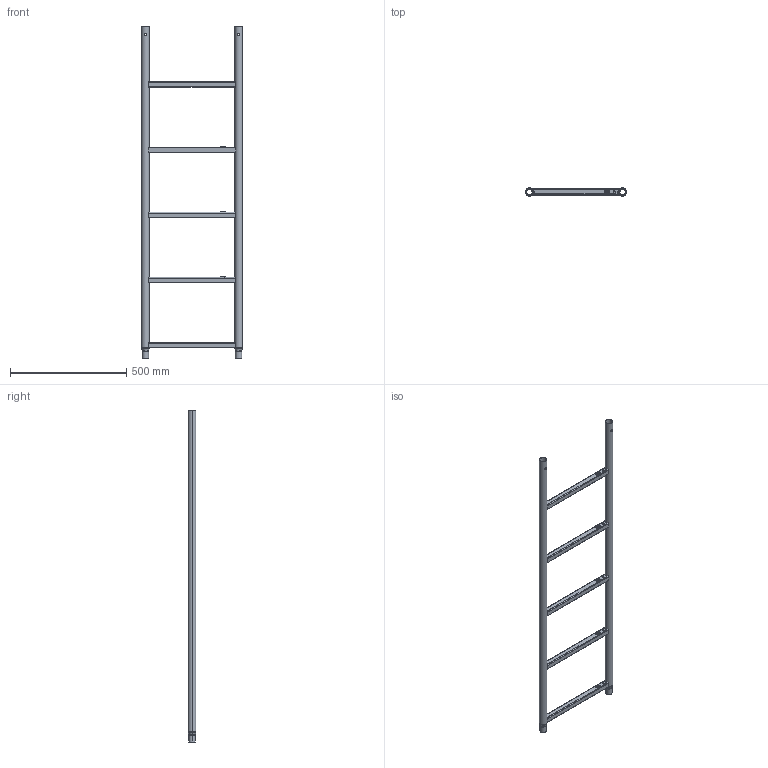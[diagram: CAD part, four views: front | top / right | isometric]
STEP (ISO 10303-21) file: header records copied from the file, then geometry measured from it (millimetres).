
FILE_DESCRIPTION (( 'STEP AP203' ), '1' );
FILE_NAME ('9284000005.STEP', '2024-04-25T12:37:24', ( '' ), ( '' ), 'SwSTEP 2.0', 'SolidWorks 2022', '' );
FILE_SCHEMA (( 'CONFIG_CONTROL_DESIGN' ));
Length unit declared in the file: metre
Products named in the file (1): 9284000005
Bounding box: 433.7 x 33.7 x 1426 mm (x, y, z)
Volume: 800075.7 mm3; surface area: 809507.9 mm2
Topology: 7 solids, 7 shells, 582 faces, 1522 edges, 924 vertices
Faces by surface type: plane 164, cone 128, cylinder 119, torus 96, bspline 75
Entity records: 22039 total; most frequent: CARTESIAN_POINT 8042, ORIENTED_EDGE 3044, DIRECTION 2846, EDGE_CURVE 1522, AXIS2_PLACEMENT_3D 1092, VERTEX_POINT 924, LINE 662, VECTOR 662
